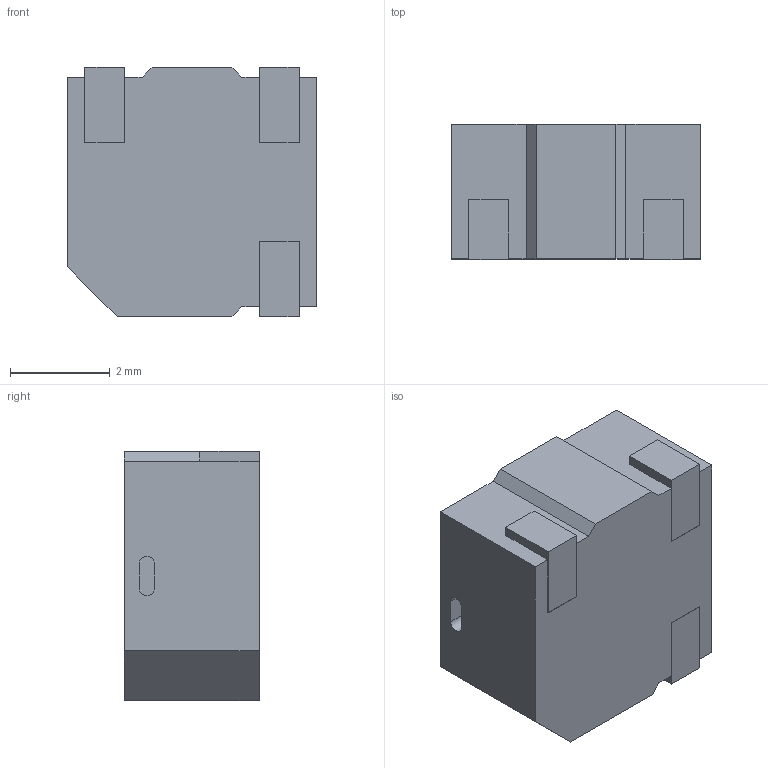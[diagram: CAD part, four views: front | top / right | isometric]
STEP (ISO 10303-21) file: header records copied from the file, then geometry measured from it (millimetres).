
FILE_DESCRIPTION (( 'STEP AP203' ), '1' );
FILE_NAME ('ST-0503-3.STEP', '2017-01-03T19:28:01', ( 'Gem' ), ( '' ), 'SwSTEP 2.0', 'SolidWorks 2013', '' );
FILE_SCHEMA (( 'CONFIG_CONTROL_DESIGN' ));
Length unit declared in the file: millimetre
Products named in the file (1): ST-0503-3
Bounding box: 5 x 2.71 x 5 mm (x, y, z)
Volume: 64.1 mm3; surface area: 101.7 mm2
Topology: 1 solids, 1 shells, 40 faces, 108 edges, 72 vertices
Faces by surface type: plane 35, cylinder 5
Entity records: 1321 total; most frequent: CARTESIAN_POINT 221, ORIENTED_EDGE 216, DIRECTION 200, EDGE_CURVE 108, VECTOR 98, LINE 98, VERTEX_POINT 72, AXIS2_PLACEMENT_3D 51
